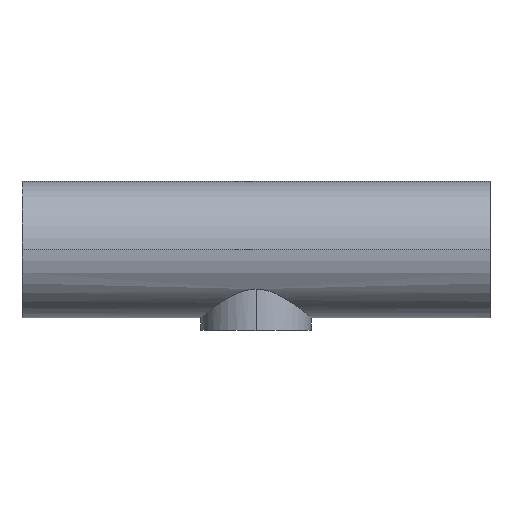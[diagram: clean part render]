
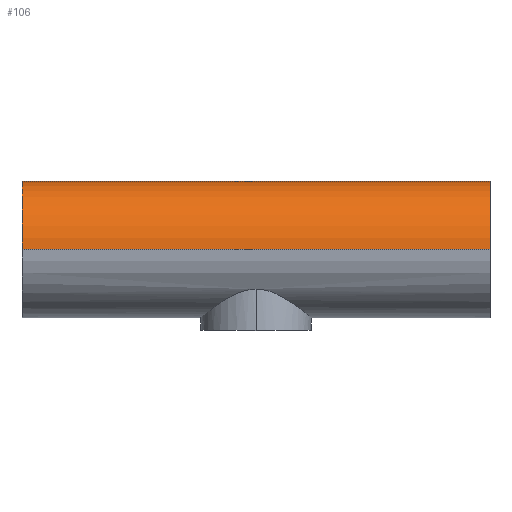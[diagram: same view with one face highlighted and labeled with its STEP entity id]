
A CAD part, top view. The second image highlights one B-rep face of the part: STEP entity #106.
In plain terms, the highlighted cylindrical face has radius 16 mm (diameter 32 mm), a partial arc.
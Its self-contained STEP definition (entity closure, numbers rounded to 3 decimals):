
#3 = VECTOR ( 'NONE', #545, 1000. ) ;
#34 = EDGE_CURVE ( 'NONE', #268, #331, #456, .T. ) ;
#39 = CARTESIAN_POINT ( 'NONE',  ( -55., 19., 0. ) ) ;
#48 = CARTESIAN_POINT ( 'NONE',  ( -55., 19., 0. ) ) ;
#74 = CARTESIAN_POINT ( 'NONE',  ( 55., 19., -16. ) ) ;
#82 = DIRECTION ( 'NONE',  ( 0., 0., -1. ) ) ;
#98 = CARTESIAN_POINT ( 'NONE',  ( -55., 19., -16. ) ) ;
#106 = ADVANCED_FACE ( 'NONE', ( #192 ), #588, .T. ) ;
#132 = DIRECTION ( 'NONE',  ( 1., 0., 0. ) ) ;
#141 = EDGE_CURVE ( 'NONE', #522, #154, #184, .T. ) ;
#154 = VERTEX_POINT ( 'NONE', #322 ) ;
#166 = ORIENTED_EDGE ( 'NONE', *, *, #454, .T. ) ;
#183 = CARTESIAN_POINT ( 'NONE',  ( -55., 19., 16. ) ) ;
#184 = LINE ( 'NONE', #316, #3 ) ;
#188 = DIRECTION ( 'NONE',  ( 1., 0., 0. ) ) ;
#192 = FACE_OUTER_BOUND ( 'NONE', #215, .T. ) ;
#214 = DIRECTION ( 'NONE',  ( 1., 0., 0. ) ) ;
#215 = EDGE_LOOP ( 'NONE', ( #166, #532, #556, #328 ) ) ;
#266 = EDGE_CURVE ( 'NONE', #331, #154, #382, .T. ) ;
#268 = VERTEX_POINT ( 'NONE', #565 ) ;
#309 = AXIS2_PLACEMENT_3D ( 'NONE', #480, #214, #82 ) ;
#316 = CARTESIAN_POINT ( 'NONE',  ( -55., 19., 16. ) ) ;
#322 = CARTESIAN_POINT ( 'NONE',  ( 55., 19., 16. ) ) ;
#328 = ORIENTED_EDGE ( 'NONE', *, *, #34, .F. ) ;
#331 = VERTEX_POINT ( 'NONE', #74 ) ;
#334 = AXIS2_PLACEMENT_3D ( 'NONE', #48, #447, #365 ) ;
#365 = DIRECTION ( 'NONE',  ( 0., 0., -1. ) ) ;
#369 = VECTOR ( 'NONE', #132, 1000. ) ;
#382 = CIRCLE ( 'NONE', #309, 16. ) ;
#447 = DIRECTION ( 'NONE',  ( 1., 0., 0. ) ) ;
#449 = CIRCLE ( 'NONE', #541, 16. ) ;
#454 = EDGE_CURVE ( 'NONE', #268, #522, #449, .T. ) ;
#456 = LINE ( 'NONE', #98, #369 ) ;
#480 = CARTESIAN_POINT ( 'NONE',  ( 55., 19., 0. ) ) ;
#522 = VERTEX_POINT ( 'NONE', #183 ) ;
#532 = ORIENTED_EDGE ( 'NONE', *, *, #141, .T. ) ;
#541 = AXIS2_PLACEMENT_3D ( 'NONE', #39, #188, #585 ) ;
#545 = DIRECTION ( 'NONE',  ( 1., 0., 0. ) ) ;
#556 = ORIENTED_EDGE ( 'NONE', *, *, #266, .F. ) ;
#565 = CARTESIAN_POINT ( 'NONE',  ( -55., 19., -16. ) ) ;
#585 = DIRECTION ( 'NONE',  ( 0., 0., -1. ) ) ;
#588 = CYLINDRICAL_SURFACE ( 'NONE', #334, 16. ) ;
